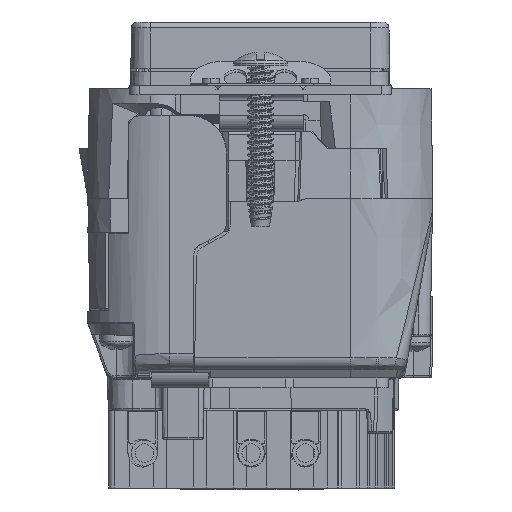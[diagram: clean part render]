
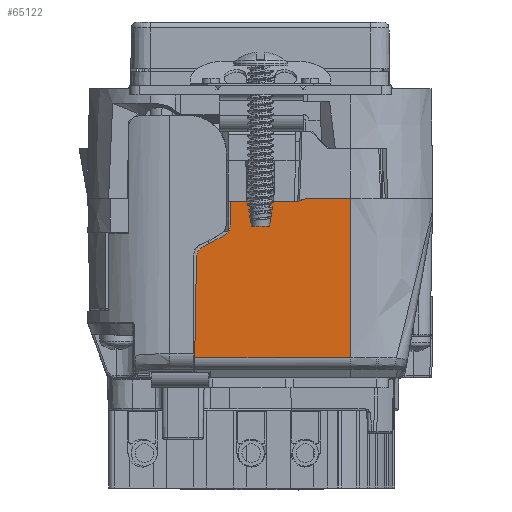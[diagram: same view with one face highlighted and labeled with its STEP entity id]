
A CAD part, front view. The second image highlights one B-rep face of the part: STEP entity #65122.
In plain terms, the highlighted planar face has unit normal (0, -1, -0.018).
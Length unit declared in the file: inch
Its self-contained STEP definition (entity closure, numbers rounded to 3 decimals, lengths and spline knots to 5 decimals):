
#228 = B_SPLINE_CURVE_WITH_KNOTS ( 'NONE', 3,
 ( #13836, #165678, #69569, #204804 ),
 .UNSPECIFIED., .F., .F.,
 ( 4, 4 ),
 ( 0., 1. ),
 .UNSPECIFIED. ) ;
#670 = ORIENTED_EDGE ( 'NONE', *, *, #154013, .T. ) ;
#6249 = VERTEX_POINT ( 'NONE', #126376 ) ;
#6978 = CARTESIAN_POINT ( 'NONE',  ( 1.71273, 0.83673, 2.05274 ) ) ;
#7198 = CARTESIAN_POINT ( 'NONE',  ( 1.71305, 0.83673, 2.05274 ) ) ;
#7709 = VERTEX_POINT ( 'NONE', #15506 ) ;
#8581 = LINE ( 'NONE', #49639, #217156 ) ;
#9522 = CARTESIAN_POINT ( 'NONE',  ( 0.92948, 0.83766, 1.99949 ) ) ;
#9646 = CARTESIAN_POINT ( 'NONE',  ( 1.71305, 0.82277, 2.85222 ) ) ;
#11309 = EDGE_LOOP ( 'NONE', ( #230602, #128766, #83372, #62362, #182622, #230790, #207613, #139195, #99140, #67637, #209402, #670 ) ) ;
#13836 = CARTESIAN_POINT ( 'NONE',  ( 1.45288, 0.823, 2.83907 ) ) ;
#15177 = DIRECTION ( 'NONE',  ( 0., 0.017, -1. ) ) ;
#15506 = CARTESIAN_POINT ( 'NONE',  ( 1.48901, 0.82277, 2.85222 ) ) ;
#19571 = CARTESIAN_POINT ( 'NONE',  ( 1.11005, 0.82303, 2.83722 ) ) ;
#27384 = VERTEX_POINT ( 'NONE', #145560 ) ;
#34864 = VERTEX_POINT ( 'NONE', #19571 ) ;
#37965 = CARTESIAN_POINT ( 'NONE',  ( 1.71305, 0.82277, 2.85222 ) ) ;
#42012 = CARTESIAN_POINT ( 'NONE',  ( 1.71205, 0.83673, 2.05274 ) ) ;
#45344 = VECTOR ( 'NONE', #113924, 39.37008 ) ;
#49639 = CARTESIAN_POINT ( 'NONE',  ( 1.11005, 0.82277, 2.85222 ) ) ;
#51417 = CARTESIAN_POINT ( 'NONE',  ( 0.97509, 0.82699, 2.61079 ) ) ;
#51752 = DIRECTION ( 'NONE',  ( -1., 0., 0. ) ) ;
#51947 = FACE_OUTER_BOUND ( 'NONE', #11309, .T. ) ;
#54499 = LINE ( 'NONE', #84573, #150994 ) ;
#57348 = CARTESIAN_POINT ( 'NONE',  ( 0.93041, 0.83673, 2.05274 ) ) ;
#61147 = CARTESIAN_POINT ( 'NONE',  ( 1.71206, 0.83673, 2.05274 ) ) ;
#62362 = ORIENTED_EDGE ( 'NONE', *, *, #78319, .T. ) ;
#62755 = CARTESIAN_POINT ( 'NONE',  ( 1.71205, 0.83673, 2.05274 ) ) ;
#65122 = ADVANCED_FACE ( 'NONE', ( #51947 ), #132457, .T. ) ;
#66353 = AXIS2_PLACEMENT_3D ( 'NONE', #152664, #249264, #15177 ) ;
#67637 = ORIENTED_EDGE ( 'NONE', *, *, #233514, .T. ) ;
#69569 = CARTESIAN_POINT ( 'NONE',  ( 1.45266, 0.82303, 2.83765 ) ) ;
#70144 = EDGE_CURVE ( 'NONE', #223659, #6249, #247571, .T. ) ;
#70947 = B_SPLINE_CURVE_WITH_KNOTS ( 'NONE', 3,
 ( #62755, #61147, #100793, #82222, #120094, #6978, #101589 ),
 .UNSPECIFIED., .F., .F.,
 ( 4, 3, 4 ),
 ( 0., 0., 0.00003 ),
 .UNSPECIFIED. ) ;
#73327 = VECTOR ( 'NONE', #225031, 39.37008 ) ;
#73394 = DIRECTION ( 'NONE',  ( -0.94, 0.006, -0.342 ) ) ;
#78319 = EDGE_CURVE ( 'NONE', #27384, #137801, #90697, .T. ) ;
#79067 = CARTESIAN_POINT ( 'NONE',  ( 1.11005, 0.82509, 2.71975 ) ) ;
#82222 = CARTESIAN_POINT ( 'NONE',  ( 1.71207, 0.83673, 2.05274 ) ) ;
#83372 = ORIENTED_EDGE ( 'NONE', *, *, #160405, .T. ) ;
#84573 = CARTESIAN_POINT ( 'NONE',  ( 1.71305, 0.82303, 2.83722 ) ) ;
#90697 = LINE ( 'NONE', #37965, #45344 ) ;
#90750 = LINE ( 'NONE', #248322, #245037 ) ;
#98251 = VECTOR ( 'NONE', #200695, 39.37008 ) ;
#99140 = ORIENTED_EDGE ( 'NONE', *, *, #111872, .T. ) ;
#100793 = CARTESIAN_POINT ( 'NONE',  ( 1.71207, 0.83673, 2.05274 ) ) ;
#101589 = CARTESIAN_POINT ( 'NONE',  ( 1.71305, 0.83673, 2.05274 ) ) ;
#105867 = VERTEX_POINT ( 'NONE', #177445 ) ;
#109108 = CARTESIAN_POINT ( 'NONE',  ( 1.71305, 0.82277, 2.85222 ) ) ;
#109525 = DIRECTION ( 'NONE',  ( 0., 0.017, -1. ) ) ;
#111154 = EDGE_CURVE ( 'NONE', #105867, #227356, #228, .T. ) ;
#111872 = EDGE_CURVE ( 'NONE', #34864, #198318, #8581, .T. ) ;
#113924 = DIRECTION ( 'NONE',  ( 0., -0.017, 1. ) ) ;
#116573 = VERTEX_POINT ( 'NONE', #57348 ) ;
#117172 = CARTESIAN_POINT ( 'NONE',  ( 0.97509, 0.82699, 2.61079 ) ) ;
#117831 = CARTESIAN_POINT ( 'NONE',  ( 1.10032, 0.82576, 2.68108 ) ) ;
#120094 = CARTESIAN_POINT ( 'NONE',  ( 1.7124, 0.83673, 2.05274 ) ) ;
#124775 = VERTEX_POINT ( 'NONE', #42012 ) ;
#126376 = CARTESIAN_POINT ( 'NONE',  ( 1.08318, 0.82596, 2.66972 ) ) ;
#128766 = ORIENTED_EDGE ( 'NONE', *, *, #239679, .T. ) ;
#130660 = CARTESIAN_POINT ( 'NONE',  ( 1.01276, 0.8267, 2.62732 ) ) ;
#132457 = PLANE ( 'NONE',  #66353 ) ;
#133196 = CARTESIAN_POINT ( 'NONE',  ( 1.04888, 0.82636, 2.64701 ) ) ;
#134289 = LINE ( 'NONE', #109108, #152415 ) ;
#137801 = VERTEX_POINT ( 'NONE', #9646 ) ;
#139195 = ORIENTED_EDGE ( 'NONE', *, *, #210747, .T. ) ;
#139856 = CARTESIAN_POINT ( 'NONE',  ( 0.93963, 0.82751, 2.58101 ) ) ;
#143501 = CARTESIAN_POINT ( 'NONE',  ( 1.45259, 0.82303, 2.83722 ) ) ;
#145560 = CARTESIAN_POINT ( 'NONE',  ( 1.71305, 0.83673, 2.05274 ) ) ;
#150994 = VECTOR ( 'NONE', #200367, 39.37008 ) ;
#152415 = VECTOR ( 'NONE', #51752, 39.37008 ) ;
#152664 = CARTESIAN_POINT ( 'NONE',  ( 1.71305, 0.82277, 2.85222 ) ) ;
#154013 = EDGE_CURVE ( 'NONE', #223659, #245865, #210742, .T. ) ;
#160405 = EDGE_CURVE ( 'NONE', #124775, #27384, #70947, .T. ) ;
#165678 = CARTESIAN_POINT ( 'NONE',  ( 1.45282, 0.82301, 2.83868 ) ) ;
#166867 = CARTESIAN_POINT ( 'NONE',  ( 0.97509, 0.82699, 2.61079 ) ) ;
#173203 = CARTESIAN_POINT ( 'NONE',  ( 0.93921, 0.82793, 2.55689 ) ) ;
#175912 = LINE ( 'NONE', #9522, #73327 ) ;
#177445 = CARTESIAN_POINT ( 'NONE',  ( 1.45288, 0.823, 2.83907 ) ) ;
#182622 = ORIENTED_EDGE ( 'NONE', *, *, #245638, .T. ) ;
#186977 = EDGE_CURVE ( 'NONE', #245865, #116573, #175912, .T. ) ;
#187791 = EDGE_CURVE ( 'NONE', #7709, #105867, #90750, .T. ) ;
#198318 = VERTEX_POINT ( 'NONE', #240098 ) ;
#200367 = DIRECTION ( 'NONE',  ( -1., 0., 0. ) ) ;
#200695 = DIRECTION ( 'NONE',  ( 1., 0., 0. ) ) ;
#204804 = CARTESIAN_POINT ( 'NONE',  ( 1.45259, 0.82303, 2.83722 ) ) ;
#207613 = ORIENTED_EDGE ( 'NONE', *, *, #111154, .T. ) ;
#209402 = ORIENTED_EDGE ( 'NONE', *, *, #70144, .F. ) ;
#210742 =( BOUNDED_CURVE ( )  B_SPLINE_CURVE ( 3, ( #117172, #216143, #139856, #236403 ),
 .UNSPECIFIED., .F., .F. ) 
 B_SPLINE_CURVE_WITH_KNOTS ( ( 4, 4 ),
 ( 0.41348, 1.55334 ),
 .UNSPECIFIED. ) 
 CURVE ( )  GEOMETRIC_REPRESENTATION_ITEM ( )  RATIONAL_B_SPLINE_CURVE ( ( 1., 0.895, 0.895, 1. ) ) 
 REPRESENTATION_ITEM ( '' )  );
#210747 = EDGE_CURVE ( 'NONE', #227356, #34864, #54499, .T. ) ;
#213498 = CARTESIAN_POINT ( 'NONE',  ( 1.08318, 0.82596, 2.66972 ) ) ;
#213956 =( BOUNDED_CURVE ( )  B_SPLINE_CURVE ( 3, ( #79067, #232933, #117831, #213498 ),
 .UNSPECIFIED., .F., .F. ) 
 B_SPLINE_CURVE_WITH_KNOTS ( ( 4, 4 ),
 ( 1.5708, 2.55667 ),
 .UNSPECIFIED. ) 
 CURVE ( )  GEOMETRIC_REPRESENTATION_ITEM ( )  RATIONAL_B_SPLINE_CURVE ( ( 1., 0.921, 0.921, 1. ) ) 
 REPRESENTATION_ITEM ( '' )  );
#216143 = CARTESIAN_POINT ( 'NONE',  ( 0.953, 0.82716, 2.60109 ) ) ;
#217156 = VECTOR ( 'NONE', #109525, 39.37008 ) ;
#223659 = VERTEX_POINT ( 'NONE', #166867 ) ;
#225031 = DIRECTION ( 'NONE',  ( -0.017, 0.017, -1. ) ) ;
#227356 = VERTEX_POINT ( 'NONE', #143501 ) ;
#228014 = LINE ( 'NONE', #7198, #98251 ) ;
#230572 = CARTESIAN_POINT ( 'NONE',  ( 1.08318, 0.82596, 2.66972 ) ) ;
#230602 = ORIENTED_EDGE ( 'NONE', *, *, #186977, .T. ) ;
#230790 = ORIENTED_EDGE ( 'NONE', *, *, #187791, .T. ) ;
#232933 = CARTESIAN_POINT ( 'NONE',  ( 1.11005, 0.82544, 2.69919 ) ) ;
#233514 = EDGE_CURVE ( 'NONE', #198318, #6249, #213956, .T. ) ;
#236403 = CARTESIAN_POINT ( 'NONE',  ( 0.93921, 0.82793, 2.55689 ) ) ;
#239679 = EDGE_CURVE ( 'NONE', #116573, #124775, #228014, .T. ) ;
#240098 = CARTESIAN_POINT ( 'NONE',  ( 1.11005, 0.82509, 2.71975 ) ) ;
#245037 = VECTOR ( 'NONE', #73394, 39.37008 ) ;
#245638 = EDGE_CURVE ( 'NONE', #137801, #7709, #134289, .T. ) ;
#245865 = VERTEX_POINT ( 'NONE', #173203 ) ;
#247571 =( BOUNDED_CURVE ( )  B_SPLINE_CURVE ( 3, ( #51417, #130660, #133196, #230572 ),
 .UNSPECIFIED., .F., .T. ) 
 B_SPLINE_CURVE_WITH_KNOTS ( ( 4, 4 ),
 ( 3.55508, 3.72651 ),
 .UNSPECIFIED. ) 
 CURVE ( )  GEOMETRIC_REPRESENTATION_ITEM ( )  RATIONAL_B_SPLINE_CURVE ( ( 1., 0.998, 0.998, 1. ) ) 
 REPRESENTATION_ITEM ( '' )  );
#248322 = CARTESIAN_POINT ( 'NONE',  ( 1.49491, 0.82274, 2.85437 ) ) ;
#249264 = DIRECTION ( 'NONE',  ( 0., -1., -0.017 ) ) ;
